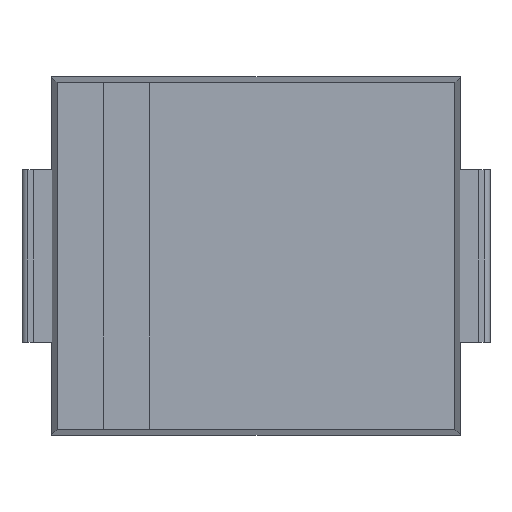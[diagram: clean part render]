
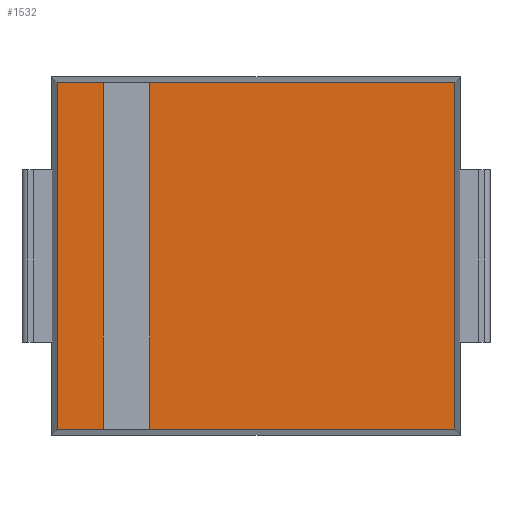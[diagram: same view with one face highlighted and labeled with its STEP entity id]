
A CAD part, top view. The second image highlights one B-rep face of the part: STEP entity #1532.
In plain terms, the highlighted planar face has unit normal (0, 0, 1).
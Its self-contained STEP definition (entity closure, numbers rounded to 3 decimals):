
#1325=CARTESIAN_POINT('',(-2.65,-3.01,2.5));
#1326=VERTEX_POINT('',#1325);
#1327=CARTESIAN_POINT('',(-1.85,-3.01,2.5));
#1328=VERTEX_POINT('',#1327);
#1329=CARTESIAN_POINT('',(-2.65,-3.01,2.5));
#1330=DIRECTION('',(1.0,0.0,0.0));
#1331=VECTOR('',#1330,0.8);
#1332=LINE('',#1329,#1331);
#1333=EDGE_CURVE('',#1326,#1328,#1332,.T.);
#1365=CARTESIAN_POINT('',(-3.455,3.015,2.5));
#1366=VERTEX_POINT('',#1365);
#1367=CARTESIAN_POINT('',(3.455,3.015,2.5));
#1368=VERTEX_POINT('',#1367);
#1369=CARTESIAN_POINT('',(-3.455,3.015,2.5));
#1370=DIRECTION('',(1.0,0.0,0.0));
#1371=VECTOR('',#1370,6.909);
#1372=LINE('',#1369,#1371);
#1373=EDGE_CURVE('',#1366,#1368,#1372,.T.);
#1414=CARTESIAN_POINT('',(-1.85,3.01,2.5));
#1415=VERTEX_POINT('',#1414);
#1416=CARTESIAN_POINT('',(-1.85,3.01,2.5));
#1417=DIRECTION('',(0.0,-1.0,0.0));
#1418=VECTOR('',#1417,6.02);
#1419=LINE('',#1416,#1418);
#1420=EDGE_CURVE('',#1415,#1328,#1419,.T.);
#1436=CARTESIAN_POINT('',(-2.65,3.01,2.5));
#1437=VERTEX_POINT('',#1436);
#1438=CARTESIAN_POINT('',(-1.85,3.01,2.5));
#1439=DIRECTION('',(-1.0,0.0,0.0));
#1440=VECTOR('',#1439,0.8);
#1441=LINE('',#1438,#1440);
#1442=EDGE_CURVE('',#1415,#1437,#1441,.T.);
#1474=CARTESIAN_POINT('',(-2.65,-3.01,2.5));
#1475=DIRECTION('',(0.0,1.0,0.0));
#1476=VECTOR('',#1475,6.02);
#1477=LINE('',#1474,#1476);
#1478=EDGE_CURVE('',#1326,#1437,#1477,.T.);
#1496=CARTESIAN_POINT('',(0.,0.0,2.5));
#1497=DIRECTION('',(0.0,0.0,-1.0));
#1498=DIRECTION('',(-1.0,0.0,0.0));
#1499=AXIS2_PLACEMENT_3D('',#1496,#1497,#1498);
#1500=PLANE('',#1499);
#1501=ORIENTED_EDGE('',*,*,#1373,.F.);
#1502=CARTESIAN_POINT('',(-3.455,-3.015,2.5));
#1503=VERTEX_POINT('',#1502);
#1504=CARTESIAN_POINT('',(-3.455,-3.015,2.5));
#1505=DIRECTION('',(0.0,1.0,0.0));
#1506=VECTOR('',#1505,6.029);
#1507=LINE('',#1504,#1506);
#1508=EDGE_CURVE('',#1503,#1366,#1507,.T.);
#1509=ORIENTED_EDGE('',*,*,#1508,.F.);
#1510=CARTESIAN_POINT('',(3.455,-3.015,2.5));
#1511=VERTEX_POINT('',#1510);
#1512=CARTESIAN_POINT('',(3.455,-3.015,2.5));
#1513=DIRECTION('',(-1.0,0.0,0.0));
#1514=VECTOR('',#1513,6.909);
#1515=LINE('',#1512,#1514);
#1516=EDGE_CURVE('',#1511,#1503,#1515,.T.);
#1517=ORIENTED_EDGE('',*,*,#1516,.F.);
#1518=CARTESIAN_POINT('',(3.455,3.015,2.5));
#1519=DIRECTION('',(0.0,-1.0,0.0));
#1520=VECTOR('',#1519,6.029);
#1521=LINE('',#1518,#1520);
#1522=EDGE_CURVE('',#1368,#1511,#1521,.T.);
#1523=ORIENTED_EDGE('',*,*,#1522,.F.);
#1524=EDGE_LOOP('',(#1501,#1509,#1517,#1523));
#1525=FACE_OUTER_BOUND('',#1524,.T.);
#1526=ORIENTED_EDGE('',*,*,#1442,.F.);
#1527=ORIENTED_EDGE('',*,*,#1420,.T.);
#1528=ORIENTED_EDGE('',*,*,#1333,.F.);
#1529=ORIENTED_EDGE('',*,*,#1478,.T.);
#1530=EDGE_LOOP('',(#1526,#1527,#1528,#1529));
#1531=FACE_BOUND('',#1530,.T.);
#1532=ADVANCED_FACE('',(#1525,#1531),#1500,.F.);
